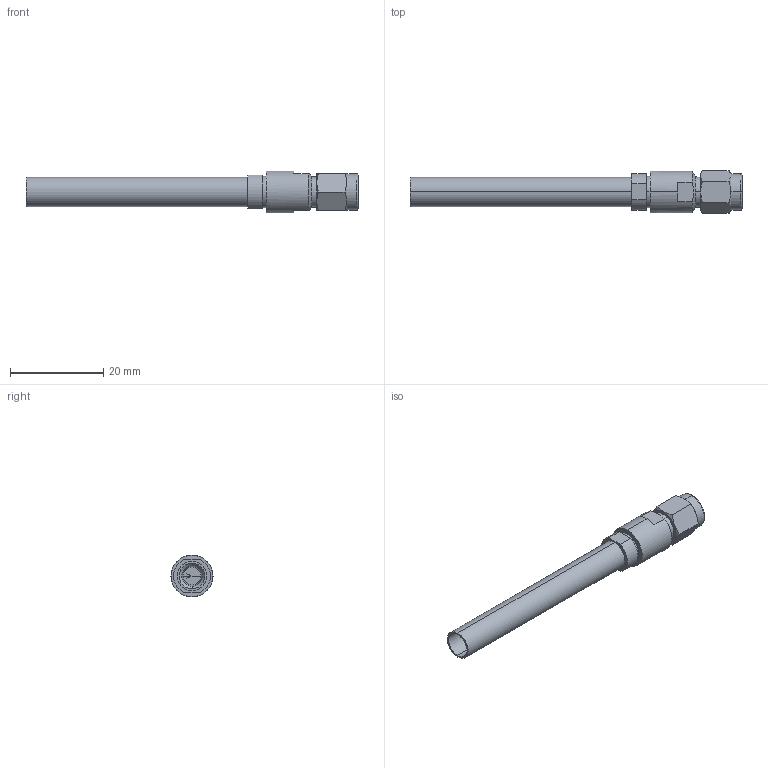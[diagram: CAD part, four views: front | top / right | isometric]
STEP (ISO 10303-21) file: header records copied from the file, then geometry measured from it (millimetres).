
FILE_DESCRIPTION (( 'STEP AP203' ), '1' );
FILE_NAME ('M-SP022.STEP', '2022-07-13T04:37:20', ( '' ), ( '' ), 'SwSTEP 2.0', 'SolidWorks 2018', '' );
FILE_SCHEMA (( 'CONFIG_CONTROL_DESIGN' ));
Length unit declared in the file: inch
Products named in the file (1): M-SP022
Bounding box: 71.32 x 9.15 x 8.97 mm (x, y, z)
Volume: 1382.9 mm3; surface area: 2863.2 mm2
Topology: 1 solids, 1 shells, 90 faces, 218 edges, 139 vertices
Faces by surface type: cylinder 49, plane 23, cone 14, torus 2, bspline 2
Entity records: 3439 total; most frequent: CARTESIAN_POINT 1372, ORIENTED_EDGE 432, DIRECTION 400, EDGE_CURVE 216, AXIS2_PLACEMENT_3D 161, VERTEX_POINT 139, EDGE_LOOP 101, FACE_OUTER_BOUND 90
